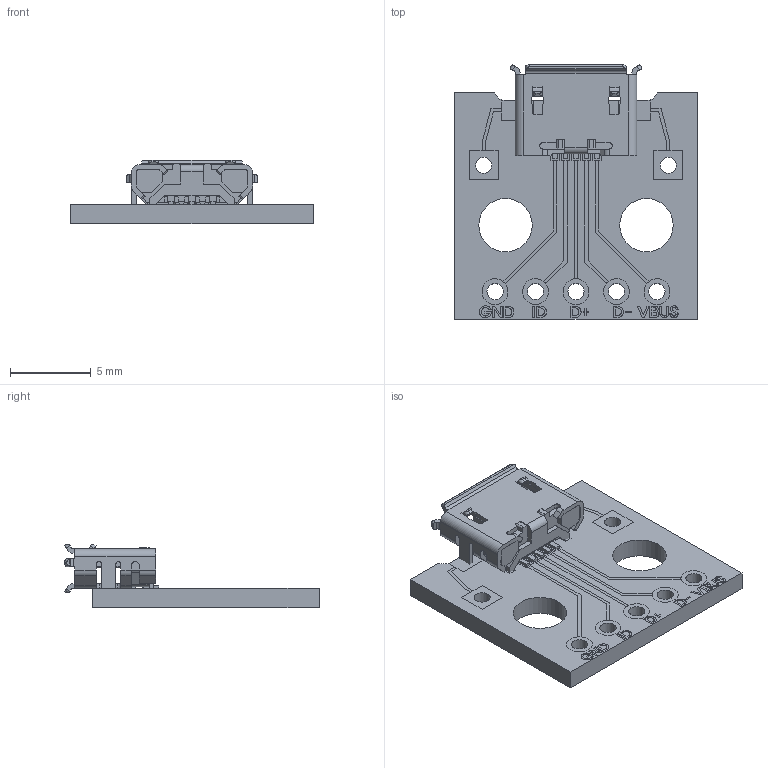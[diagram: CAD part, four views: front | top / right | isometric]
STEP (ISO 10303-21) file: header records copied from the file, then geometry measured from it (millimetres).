
FILE_DESCRIPTION (( 'STEP AP214' ), '1' );
FILE_NAME ('REAL-Usb 5pin Board.STEP', '2021-05-12T10:18:24', ( 'User' ), ( '' ), 'SwSTEP 2.0', 'SolidWorks 2017', '' );
FILE_SCHEMA (( 'AUTOMOTIVE_DESIGN' ));
Length unit declared in the file: millimetre
Products named in the file (1): REAL-Usb 5pin Board
Bounding box: 15 x 15.7 x 3.92 mm (x, y, z)
Volume: 264.1 mm3; surface area: 802.9 mm2
Topology: 8 solids, 8 shells, 572 faces, 1783 edges, 1247 vertices
Faces by surface type: plane 383, cylinder 180, bspline 5, torus 4
Full cylindrical faces by diameter (mm): 1 x7, 3.3 x2
Entity records: 27049 total; most frequent: CARTESIAN_POINT 4679, ORIENTED_EDGE 3548, DIRECTION 3185, EDGE_CURVE 1774, VECTOR 1311, LINE 1311, VERTEX_POINT 1247, AXIS2_PLACEMENT_3D 937
